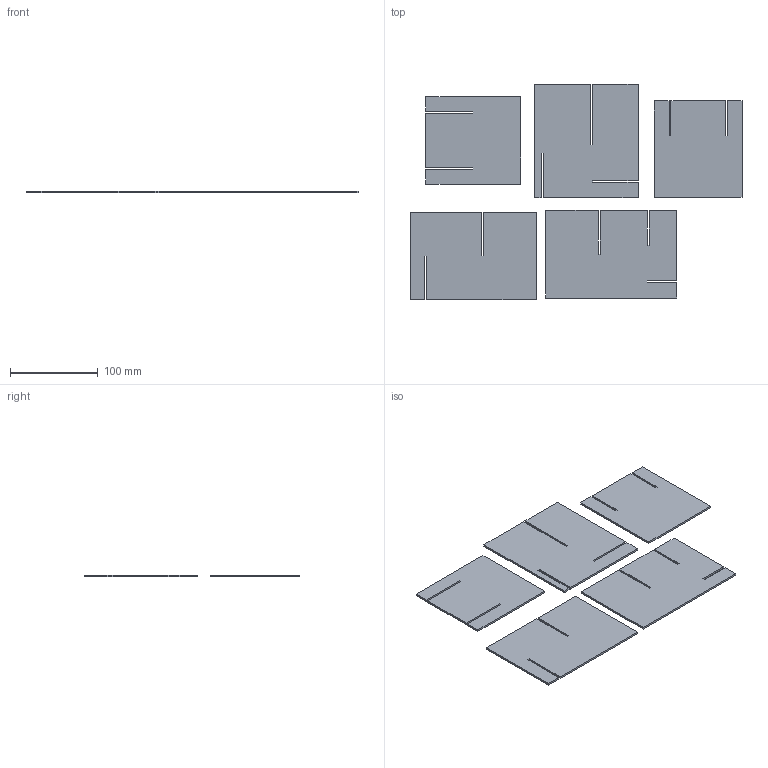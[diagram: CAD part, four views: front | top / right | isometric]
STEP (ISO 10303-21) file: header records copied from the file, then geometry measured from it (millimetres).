
FILE_DESCRIPTION(/* description */ (''),/* implementation_level */ '2;1');
FILE_NAME(/* name */ '5f20c02e2ea6ac16060f16f2',/* time_stamp */ '2020-07-29T00:17:51+00:00',/* author */ (''),/* organization */ (''),/* preprocessor_version */ 'ST-DEVELOPER v16.7',/* originating_system */ $,/* authorisation */ $);
FILE_SCHEMA (('AUTOMOTIVE_DESIGN {1 0 10303 214 3 1 1}'));
Length unit declared in the file: metre
Products named in the file (5): Part 5; Part 4; Part 3; Part 2; Part 1
Bounding box: 379.43 x 246.61 x 2.25 mm (x, y, z)
Volume: 147205.6 mm3; surface area: 138704.8 mm2
Topology: 5 solids, 5 shells, 78 faces, 204 edges, 136 vertices
Faces by surface type: plane 78
Entity records: 2482 total; most frequent: CARTESIAN_POINT 423, ORIENTED_EDGE 408, DIRECTION 370, EDGE_CURVE 204, LINE 204, VECTOR 204, VERTEX_POINT 136, AXIS2_PLACEMENT_3D 83
